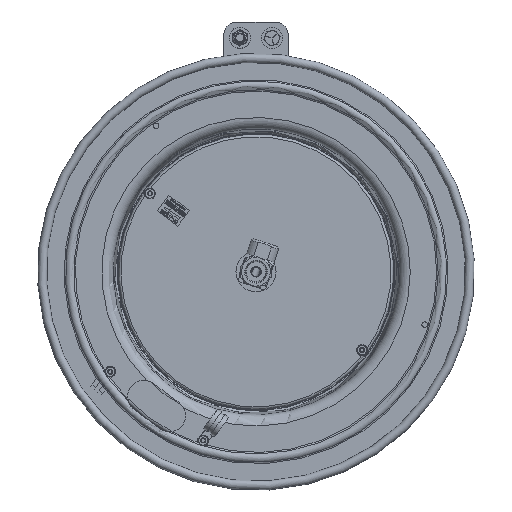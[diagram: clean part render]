
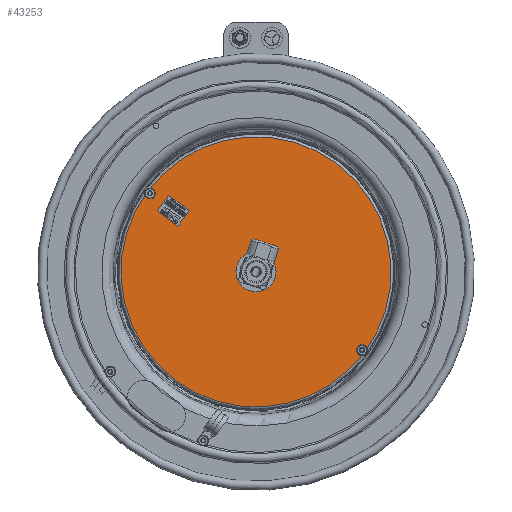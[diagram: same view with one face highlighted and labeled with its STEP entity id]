
A CAD part, top view. The second image highlights one B-rep face of the part: STEP entity #43253.
In plain terms, the highlighted planar face has unit normal (0, 0, 1).
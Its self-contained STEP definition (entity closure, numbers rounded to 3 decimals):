
#2100=FACE_BOUND('',#5242,.T.);
#2101=FACE_BOUND('',#5243,.T.);
#2102=FACE_BOUND('',#5244,.T.);
#2532=PLANE('',#45319);
#3488=FACE_OUTER_BOUND('',#5241,.T.);
#5241=EDGE_LOOP('',(#33889,#33890));
#5242=EDGE_LOOP('',(#33891));
#5243=EDGE_LOOP('',(#33892));
#5244=EDGE_LOOP('',(#33893));
#15528=CIRCLE('',#45314,5.255);
#15529=CIRCLE('',#45315,5.255);
#15533=CIRCLE('',#45320,0.1);
#15534=CIRCLE('',#45321,0.1);
#15535=CIRCLE('',#45322,0.65);
#19162=VERTEX_POINT('',#67640);
#19163=VERTEX_POINT('',#67641);
#19166=VERTEX_POINT('',#67650);
#19167=VERTEX_POINT('',#67652);
#19168=VERTEX_POINT('',#67654);
#25523=EDGE_CURVE('',#19162,#19163,#15528,.T.);
#25524=EDGE_CURVE('',#19163,#19162,#15529,.T.);
#25528=EDGE_CURVE('',#19166,#19166,#15533,.T.);
#25529=EDGE_CURVE('',#19167,#19167,#15534,.T.);
#25530=EDGE_CURVE('',#19168,#19168,#15535,.T.);
#33889=ORIENTED_EDGE('',*,*,#25523,.T.);
#33890=ORIENTED_EDGE('',*,*,#25524,.T.);
#33891=ORIENTED_EDGE('',*,*,#25528,.T.);
#33892=ORIENTED_EDGE('',*,*,#25529,.T.);
#33893=ORIENTED_EDGE('',*,*,#25530,.T.);
#43253=ADVANCED_FACE('',(#3488,#2100,#2101,#2102),#2532,.T.);
#45314=AXIS2_PLACEMENT_3D('',#67642,#50814,#50815);
#45315=AXIS2_PLACEMENT_3D('',#67643,#50816,#50817);
#45319=AXIS2_PLACEMENT_3D('',#67649,#50824,#50825);
#45320=AXIS2_PLACEMENT_3D('',#67651,#50826,#50827);
#45321=AXIS2_PLACEMENT_3D('',#67653,#50828,#50829);
#45322=AXIS2_PLACEMENT_3D('',#67655,#50830,#50831);
#50814=DIRECTION('center_axis',(0.,0.,
1.));
#50815=DIRECTION('ref_axis',(-0.595,-0.804,0.));
#50816=DIRECTION('center_axis',(0.,0.,
1.));
#50817=DIRECTION('ref_axis',(-0.595,-0.804,0.));
#50824=DIRECTION('center_axis',(0.,0.,
1.));
#50825=DIRECTION('ref_axis',(-0.804,0.595,0.));
#50826=DIRECTION('center_axis',(0.,0.,
-1.));
#50827=DIRECTION('ref_axis',(-0.595,-0.804,0.));
#50828=DIRECTION('center_axis',(0.,0.,
-1.));
#50829=DIRECTION('ref_axis',(-0.595,-0.804,0.));
#50830=DIRECTION('center_axis',(0.,0.,
-1.));
#50831=DIRECTION('ref_axis',(0.595,0.804,0.));
#67640=CARTESIAN_POINT('',(-3.125,-6.7,3.08));
#67641=CARTESIAN_POINT('',(4.225,-5.6,3.08));
#67642=CARTESIAN_POINT('Origin',(0.,-2.475,3.08));
#67643=CARTESIAN_POINT('Origin',(0.,-2.475,3.08));
#67649=CARTESIAN_POINT('Origin',(-1.562,-4.587,3.08));
#67650=CARTESIAN_POINT('',(-4.18,0.492,3.08));
#67651=CARTESIAN_POINT('Origin',(-4.12,0.573,3.08));
#67652=CARTESIAN_POINT('',(4.061,-5.603,3.08));
#67653=CARTESIAN_POINT('Origin',(4.12,-5.523,3.08));
#67654=CARTESIAN_POINT('',(-0.387,-2.998,3.08));
#67655=CARTESIAN_POINT('Origin',(0.,-2.475,3.08));
